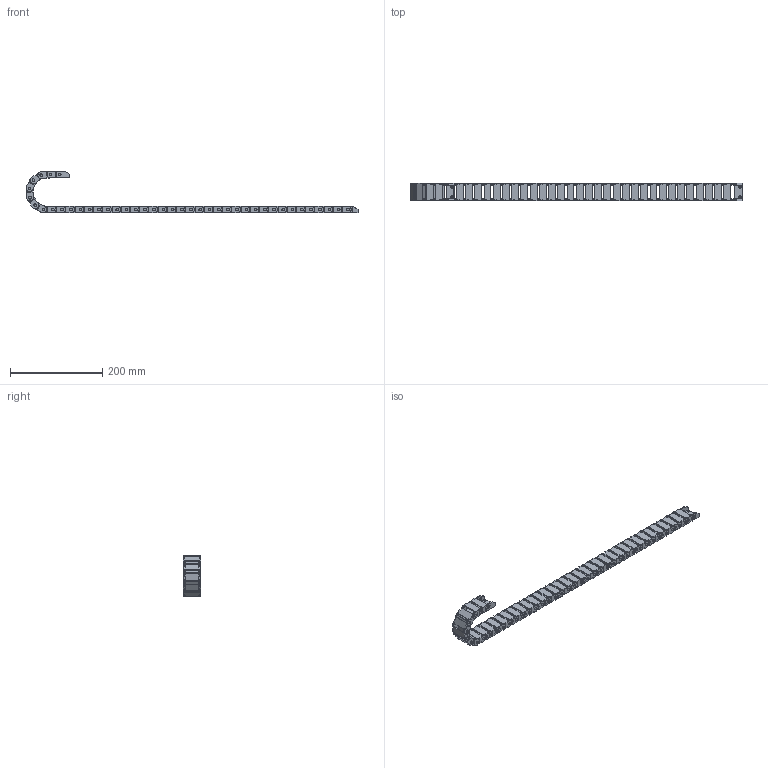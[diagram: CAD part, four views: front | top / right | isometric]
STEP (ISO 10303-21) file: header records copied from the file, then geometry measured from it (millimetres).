
FILE_DESCRIPTION(('STEP AP214'),'1');
FILE_NAME('cctmp_45A88CBD-59C4-4EB4-A071-76ED2D4F9A11_2021_03_06_23_33_49_0865_53960..stp','2021-03-06T22:33:50',('igus GmbH'),('CADClick - www.CADClick.com'),'Spatial InterOp 3D',' ','unknown authorization');
FILE_SCHEMA(('AUTOMOTIVE_DESIGN'));
Length unit declared in the file: millimetre
Products named in the file (43): cc_unnamed; 0.8m 06-30-038-0 + 060-30-12-A2_41; 0.8m 06-30-038-0 + 060-30-12-A2_40; 0.8m 06-30-038-0 + 060-30-12-A2_39; 0.8m 06-30-038-0 + 060-30-12-A2_38; 0.8m 06-30-038-0 + 060-30-12-A2_37; 0.8m 06-30-038-0 + 060-30-12-A2_36; 0.8m 06-30-038-0 + 060-30-12-A2_35; 0.8m 06-30-038-0 + 060-30-12-A2_34; 0.8m 06-30-038-0 + 060-30-12-A2_33; 0.8m 06-30-038-0 + 060-30-12-A2_32; 0.8m 06-30-038-0 + 060-30-12-A2_31; 0.8m 06-30-038-0 + 060-30-12-A2_30; 0.8m 06-30-038-0 + 060-30-12-A2_29; 0.8m 06-30-038-0 + 060-30-12-A2_28; 0.8m 06-30-038-0 + 060-30-12-A2_27; 0.8m 06-30-038-0 + 060-30-12-A2_26; 0.8m 06-30-038-0 + 060-30-12-A2_25; 0.8m 06-30-038-0 + 060-30-12-A2_24; 0.8m 06-30-038-0 + 060-30-12-A2_23; 0.8m 06-30-038-0 + 060-30-12-A2_22; 0.8m 06-30-038-0 + 060-30-12-A2_21; 0.8m 06-30-038-0 + 060-30-12-A2_20; 0.8m 06-30-038-0 + 060-30-12-A2_19; 0.8m 06-30-038-0 + 060-30-12-A2_18; 0.8m 06-30-038-0 + 060-30-12-A2_17; 0.8m 06-30-038-0 + 060-30-12-A2_16; 0.8m 06-30-038-0 + 060-30-12-A2_15; 0.8m 06-30-038-0 + 060-30-12-A2_14; 0.8m 06-30-038-0 + 060-30-12-A2_13; 0.8m 06-30-038-0 + 060-30-12-A2_12; 0.8m 06-30-038-0 + 060-30-12-A2_11; 0.8m 06-30-038-0 + 060-30-12-A2_10; 0.8m 06-30-038-0 + 060-30-12-A2_9; 0.8m 06-30-038-0 + 060-30-12-A2_8; 0.8m 06-30-038-0 + 060-30-12-A2_7; 0.8m 06-30-038-0 + 060-30-12-A2_6; 0.8m 06-30-038-0 + 060-30-12-A2_5; 0.8m 06-30-038-0 + 060-30-12-A2_4; 0.8m 06-30-038-0 + 060-30-12-A2_3 ...
Assembly tree (42 placements, depth 2):
  cc_unnamed
    0.8m 06-30-038-0 + 060-30-12-A2_41
    0.8m 06-30-038-0 + 060-30-12-A2_40
    0.8m 06-30-038-0 + 060-30-12-A2_39
    0.8m 06-30-038-0 + 060-30-12-A2_38
    0.8m 06-30-038-0 + 060-30-12-A2_37
    0.8m 06-30-038-0 + 060-30-12-A2_36
    0.8m 06-30-038-0 + 060-30-12-A2_35
    0.8m 06-30-038-0 + 060-30-12-A2_34
    0.8m 06-30-038-0 + 060-30-12-A2_33
    0.8m 06-30-038-0 + 060-30-12-A2_32
    0.8m 06-30-038-0 + 060-30-12-A2_31
    0.8m 06-30-038-0 + 060-30-12-A2_30
    0.8m 06-30-038-0 + 060-30-12-A2_29
    0.8m 06-30-038-0 + 060-30-12-A2_28
    0.8m 06-30-038-0 + 060-30-12-A2_27
    0.8m 06-30-038-0 + 060-30-12-A2_26
    0.8m 06-30-038-0 + 060-30-12-A2_25
    0.8m 06-30-038-0 + 060-30-12-A2_24
    0.8m 06-30-038-0 + 060-30-12-A2_23
    0.8m 06-30-038-0 + 060-30-12-A2_22
    0.8m 06-30-038-0 + 060-30-12-A2_21
    0.8m 06-30-038-0 + 060-30-12-A2_20
    0.8m 06-30-038-0 + 060-30-12-A2_19
    0.8m 06-30-038-0 + 060-30-12-A2_18
    0.8m 06-30-038-0 + 060-30-12-A2_17
    0.8m 06-30-038-0 + 060-30-12-A2_16
    0.8m 06-30-038-0 + 060-30-12-A2_15
    0.8m 06-30-038-0 + 060-30-12-A2_14
    0.8m 06-30-038-0 + 060-30-12-A2_13
    0.8m 06-30-038-0 + 060-30-12-A2_12
    0.8m 06-30-038-0 + 060-30-12-A2_11
    0.8m 06-30-038-0 + 060-30-12-A2_10
    0.8m 06-30-038-0 + 060-30-12-A2_9
    0.8m 06-30-038-0 + 060-30-12-A2_8
    0.8m 06-30-038-0 + 060-30-12-A2_7
    0.8m 06-30-038-0 + 060-30-12-A2_6
    0.8m 06-30-038-0 + 060-30-12-A2_5
    0.8m 06-30-038-0 + 060-30-12-A2_4
    0.8m 06-30-038-0 + 060-30-12-A2_3
    0.8m 06-30-038-0 + 060-30-12-A2_2
    0.8m 06-30-038-0 + 060-30-12-A2_1
    0.8m 06-30-038-0 + 060-30-12-A2
Bounding box: 720.05 x 37.3 x 91 mm (x, y, z)
Volume: 159125.7 mm3; surface area: 178946.4 mm2
Topology: 42 solids, 42 shells, 1826 faces, 5132 edges, 3392 vertices
Faces by surface type: plane 1000, cylinder 818, cone 8
Entity records: 75728 total; most frequent: DIRECTION 10754, CARTESIAN_POINT 10393, ORIENTED_EDGE 10264, EDGE_CURVE 5132, AXIS2_PLACEMENT_3D 3753, VERTEX_POINT 3392, LINE 3248, VECTOR 3248
